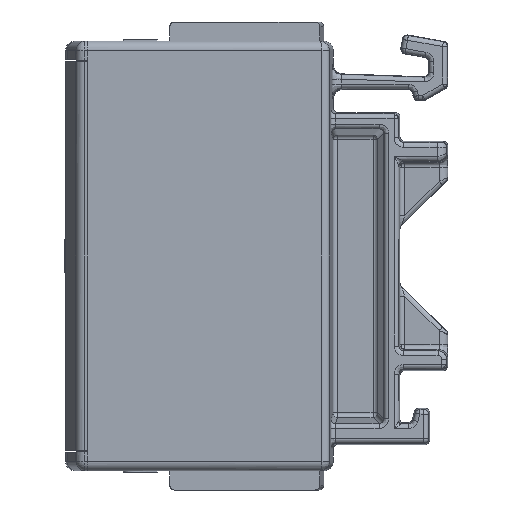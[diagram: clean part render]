
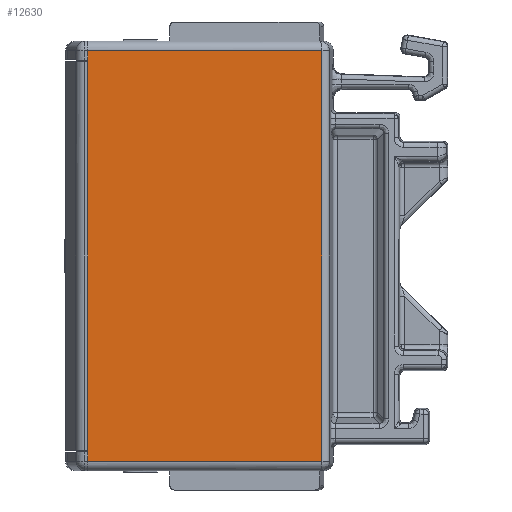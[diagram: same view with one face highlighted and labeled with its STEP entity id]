
A CAD part, left-side view. The second image highlights one B-rep face of the part: STEP entity #12630.
In plain terms, the highlighted planar face has unit normal (-1, 0, 0).
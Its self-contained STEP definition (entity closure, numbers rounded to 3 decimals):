
#11660=CARTESIAN_POINT('',(-23.,-0.312,-21.5));
#11670=VERTEX_POINT('',#11660);
#11850=CARTESIAN_POINT('',(-23.,-0.312,21.5));
#11860=DIRECTION('',(0.,0.,-1.));
#11870=VECTOR('',#11860,1.);
#11880=LINE('',#11850,#11870);
#11890=CARTESIAN_POINT('',(-23.,-0.312,21.5));
#11900=VERTEX_POINT('',#11890);
#11910=EDGE_CURVE('',#11900,#11670,#11880,.T.);
#12050=CARTESIAN_POINT('',(-23.,-1.5,0.));
#12060=DIRECTION('',(-1.,0.,0.));
#12070=DIRECTION('',(0.,0.,1.));
#12080=AXIS2_PLACEMENT_3D('',#12050,#12060,#12070);
#12090=PLANE('',#12080);
#12100=CARTESIAN_POINT('',(-23.,24.2,-20.5));
#12110=DIRECTION('',(0.,0.,-1.));
#12120=VECTOR('',#12110,1.);
#12130=LINE('',#12100,#12120);
#12140=CARTESIAN_POINT('',(-23.,24.2,-20.5));
#12150=VERTEX_POINT('',#12140);
#12160=CARTESIAN_POINT('',(-23.,24.2,-21.5));
#12170=VERTEX_POINT('',#12160);
#12180=EDGE_CURVE('',#12150,#12170,#12130,.T.);
#12190=ORIENTED_EDGE('',*,*,#12180,.T.);
#12200=CARTESIAN_POINT('',(-23.,24.2,20.5));
#12210=DIRECTION('',(0.,0.,-1.));
#12220=VECTOR('',#12210,1.);
#12230=LINE('',#12200,#12220);
#12240=CARTESIAN_POINT('',(-23.,24.2,-20.35));
#12250=VERTEX_POINT('',#12240);
#12260=EDGE_CURVE('',#12250,#12150,#12230,.T.);
#12270=ORIENTED_EDGE('',*,*,#12260,.T.);
#12280=CARTESIAN_POINT('',(-23.,24.2,0.));
#12290=DIRECTION('',(0.,0.,1.));
#12300=VECTOR('',#12290,1.);
#12310=LINE('',#12280,#12300);
#12320=CARTESIAN_POINT('',(-23.,24.2,20.35));
#12330=VERTEX_POINT('',#12320);
#12340=EDGE_CURVE('',#12250,#12330,#12310,.T.);
#12350=ORIENTED_EDGE('',*,*,#12340,.F.);
#12360=CARTESIAN_POINT('',(-23.,24.2,20.5));
#12370=VERTEX_POINT('',#12360);
#12380=EDGE_CURVE('',#12370,#12330,#12230,.T.);
#12390=ORIENTED_EDGE('',*,*,#12380,.T.);
#12400=CARTESIAN_POINT('',(-23.,24.2,21.5));
#12410=DIRECTION('',(0.,0.,-1.));
#12420=VECTOR('',#12410,1.);
#12430=LINE('',#12400,#12420);
#12440=CARTESIAN_POINT('',(-23.,24.2,21.5));
#12450=VERTEX_POINT('',#12440);
#12460=EDGE_CURVE('',#12450,#12370,#12430,.T.);
#12470=ORIENTED_EDGE('',*,*,#12460,.T.);
#12480=CARTESIAN_POINT('',(-23.,24.2,21.5));
#12490=DIRECTION('',(0.,-1.,0.));
#12500=VECTOR('',#12490,1.);
#12510=LINE('',#12480,#12500);
#12520=EDGE_CURVE('',#12450,#11900,#12510,.T.);
#12530=ORIENTED_EDGE('',*,*,#12520,.F.);
#12540=ORIENTED_EDGE('',*,*,#11910,.F.);
#12550=CARTESIAN_POINT('',(-23.,-0.312,-21.5));
#12560=DIRECTION('',(0.,1.,0.));
#12570=VECTOR('',#12560,1.);
#12580=LINE('',#12550,#12570);
#12590=EDGE_CURVE('',#11670,#12170,#12580,.T.);
#12600=ORIENTED_EDGE('',*,*,#12590,.F.);
#12610=EDGE_LOOP('',(#12600,#12540,#12530,#12470,#12390,#12350,#12270,
#12190));
#12620=FACE_OUTER_BOUND('',#12610,.T.);
#12630=ADVANCED_FACE('',(#12620),#12090,.T.);
